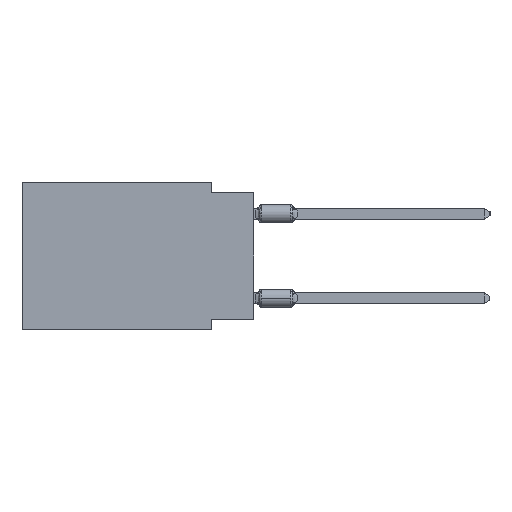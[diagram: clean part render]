
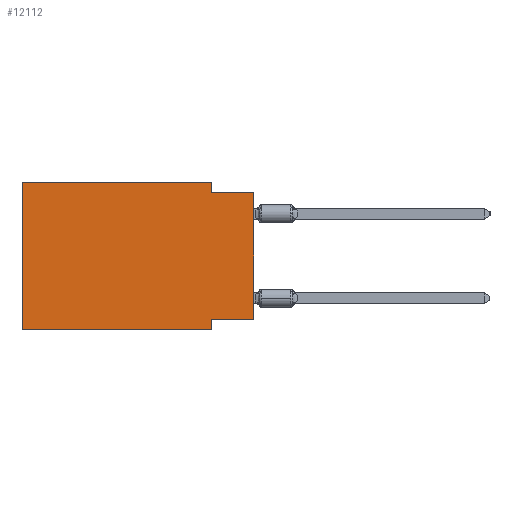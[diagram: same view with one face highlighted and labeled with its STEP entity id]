
A CAD part, left-side view. The second image highlights one B-rep face of the part: STEP entity #12112.
In plain terms, the highlighted planar face has unit normal (-1, 0, 0).
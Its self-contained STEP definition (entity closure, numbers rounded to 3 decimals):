
#456 = DIRECTION ( 'NONE',  ( 1., 0., 0. ) ) ;
#870 = CARTESIAN_POINT ( 'NONE',  ( 0., 0., -0.635 ) ) ;
#1173 = DIRECTION ( 'NONE',  ( 0., 0., -1. ) ) ;
#1842 = VECTOR ( 'NONE', #60442, 1000. ) ;
#1944 = ORIENTED_EDGE ( 'NONE', *, *, #37849, .F. ) ;
#3759 = ORIENTED_EDGE ( 'NONE', *, *, #22890, .F. ) ;
#4707 = FACE_OUTER_BOUND ( 'NONE', #38650, .T. ) ;
#4858 = VECTOR ( 'NONE', #1173, 1000. ) ;
#5052 = CARTESIAN_POINT ( 'NONE',  ( 0., 13.97, 0. ) ) ;
#5385 = VERTEX_POINT ( 'NONE', #15921 ) ;
#5948 = CARTESIAN_POINT ( 'NONE',  ( 0., 13.97, 0. ) ) ;
#9596 = ORIENTED_EDGE ( 'NONE', *, *, #18494, .F. ) ;
#9667 = LINE ( 'NONE', #59290, #28280 ) ;
#9878 = CARTESIAN_POINT ( 'NONE',  ( 0., 2.54, -8.255 ) ) ;
#10025 = EDGE_CURVE ( 'NONE', #44636, #28902, #16272, .T. ) ;
#10169 = LINE ( 'NONE', #49293, #12239 ) ;
#10353 = EDGE_CURVE ( 'NONE', #44636, #47856, #9667, .T. ) ;
#10842 = CARTESIAN_POINT ( 'NONE',  ( 0., 13.97, -8.89 ) ) ;
#12112 = ADVANCED_FACE ( 'NONE', ( #4707 ), #44176, .F. ) ;
#12239 = VECTOR ( 'NONE', #43787, 1000. ) ;
#12663 = DIRECTION ( 'NONE',  ( 0., 0., 1. ) ) ;
#15921 = CARTESIAN_POINT ( 'NONE',  ( 0., 2.54, -8.89 ) ) ;
#16272 = LINE ( 'NONE', #27343, #45917 ) ;
#18494 = EDGE_CURVE ( 'NONE', #21280, #28902, #32678, .T. ) ;
#19680 = ORIENTED_EDGE ( 'NONE', *, *, #36527, .F. ) ;
#20768 = CARTESIAN_POINT ( 'NONE',  ( 0., 2.54, -8.89 ) ) ;
#21280 = VERTEX_POINT ( 'NONE', #42316 ) ;
#21625 = LINE ( 'NONE', #5948, #1842 ) ;
#22890 = EDGE_CURVE ( 'NONE', #47856, #5385, #45523, .T. ) ;
#22917 = DIRECTION ( 'NONE',  ( 0., -1., 0. ) ) ;
#24024 = VERTEX_POINT ( 'NONE', #51406 ) ;
#25884 = DIRECTION ( 'NONE',  ( 0., -1., 0. ) ) ;
#27343 = CARTESIAN_POINT ( 'NONE',  ( 0., 0., 0. ) ) ;
#27491 = CARTESIAN_POINT ( 'NONE',  ( 0., 2.54, 0. ) ) ;
#28280 = VECTOR ( 'NONE', #29564, 1000. ) ;
#28902 = VERTEX_POINT ( 'NONE', #870 ) ;
#29564 = DIRECTION ( 'NONE',  ( 0., 1., 0. ) ) ;
#32678 = LINE ( 'NONE', #42486, #46666 ) ;
#36527 = EDGE_CURVE ( 'NONE', #39408, #53057, #10169, .T. ) ;
#37849 = EDGE_CURVE ( 'NONE', #53057, #21280, #62718, .T. ) ;
#38557 = ORIENTED_EDGE ( 'NONE', *, *, #54405, .T. ) ;
#38650 = EDGE_LOOP ( 'NONE', ( #51412, #9596, #1944, #19680, #40282, #38557, #3759, #51581 ) ) ;
#39408 = VERTEX_POINT ( 'NONE', #40827 ) ;
#39571 = LINE ( 'NONE', #10842, #43316 ) ;
#40282 = ORIENTED_EDGE ( 'NONE', *, *, #63426, .F. ) ;
#40827 = CARTESIAN_POINT ( 'NONE',  ( 0., 13.97, 0. ) ) ;
#42208 = AXIS2_PLACEMENT_3D ( 'NONE', #5052, #456, #44834 ) ;
#42316 = CARTESIAN_POINT ( 'NONE',  ( 0., 2.54, -0.635 ) ) ;
#42486 = CARTESIAN_POINT ( 'NONE',  ( 0., 0., -0.635 ) ) ;
#43316 = VECTOR ( 'NONE', #25884, 1000. ) ;
#43787 = DIRECTION ( 'NONE',  ( 0., -1., 0. ) ) ;
#44176 = PLANE ( 'NONE',  #42208 ) ;
#44636 = VERTEX_POINT ( 'NONE', #60899 ) ;
#44834 = DIRECTION ( 'NONE',  ( 0., 0., -1. ) ) ;
#45523 = LINE ( 'NONE', #20768, #4858 ) ;
#45917 = VECTOR ( 'NONE', #12663, 1000. ) ;
#46666 = VECTOR ( 'NONE', #22917, 1000. ) ;
#47856 = VERTEX_POINT ( 'NONE', #9878 ) ;
#49293 = CARTESIAN_POINT ( 'NONE',  ( 0., 13.97, 0. ) ) ;
#51406 = CARTESIAN_POINT ( 'NONE',  ( 0., 13.97, -8.89 ) ) ;
#51412 = ORIENTED_EDGE ( 'NONE', *, *, #10025, .T. ) ;
#51581 = ORIENTED_EDGE ( 'NONE', *, *, #10353, .F. ) ;
#52977 = VECTOR ( 'NONE', #56558, 1000. ) ;
#53057 = VERTEX_POINT ( 'NONE', #59093 ) ;
#54405 = EDGE_CURVE ( 'NONE', #24024, #5385, #39571, .T. ) ;
#56558 = DIRECTION ( 'NONE',  ( 0., 0., -1. ) ) ;
#59093 = CARTESIAN_POINT ( 'NONE',  ( 0., 2.54, 0. ) ) ;
#59290 = CARTESIAN_POINT ( 'NONE',  ( 0., 0., -8.255 ) ) ;
#60442 = DIRECTION ( 'NONE',  ( 0., 0., 1. ) ) ;
#60899 = CARTESIAN_POINT ( 'NONE',  ( 0., 0., -8.255 ) ) ;
#62718 = LINE ( 'NONE', #27491, #52977 ) ;
#63426 = EDGE_CURVE ( 'NONE', #24024, #39408, #21625, .T. ) ;
